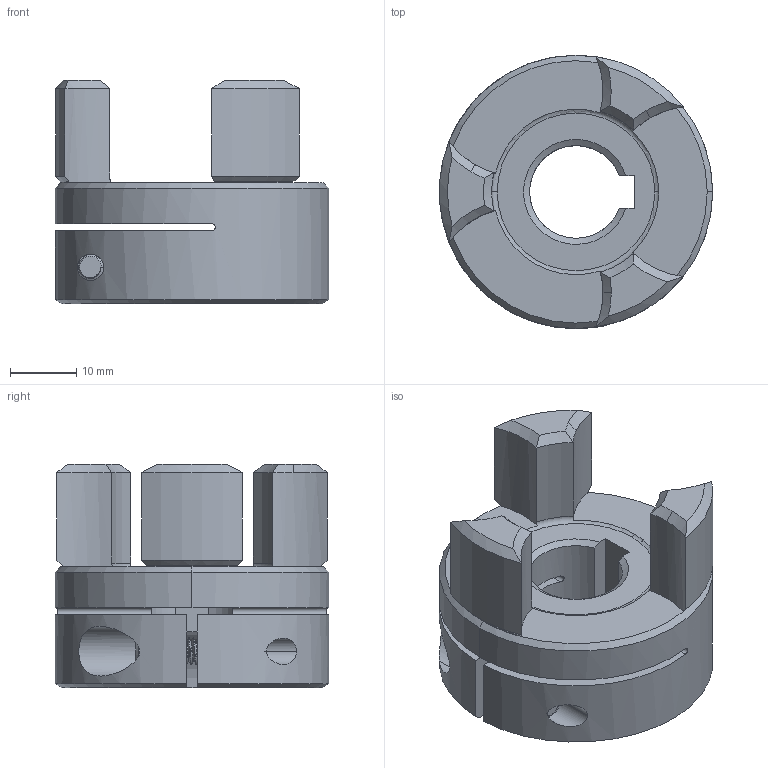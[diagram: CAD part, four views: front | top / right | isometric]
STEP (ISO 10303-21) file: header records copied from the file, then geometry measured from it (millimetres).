
FILE_DESCRIPTION (( 'STEP AP203' ), '1' );
FILE_NAME ('9845T408.STEP', '2019-09-12T15:17:25', ( '' ), ( '' ), 'SwSTEP 2.0', 'SolidWorks 2014', '' );
FILE_SCHEMA (( 'CONFIG_CONTROL_DESIGN' ));
Length unit declared in the file: inch
Products named in the file (1): 9845T408
Bounding box: 41.27 x 41.27 x 33.72 mm (x, y, z)
Volume: 23307.5 mm3; surface area: 9617 mm2
Topology: 2 solids, 2 shells, 145 faces, 376 edges, 237 vertices
Faces by surface type: cylinder 71, cone 39, plane 30, bspline 3, torus 2
Entity records: 7157 total; most frequent: CARTESIAN_POINT 3798, ORIENTED_EDGE 752, DIRECTION 639, EDGE_CURVE 376, AXIS2_PLACEMENT_3D 256, VERTEX_POINT 237, EDGE_LOOP 153, ADVANCED_FACE 145
